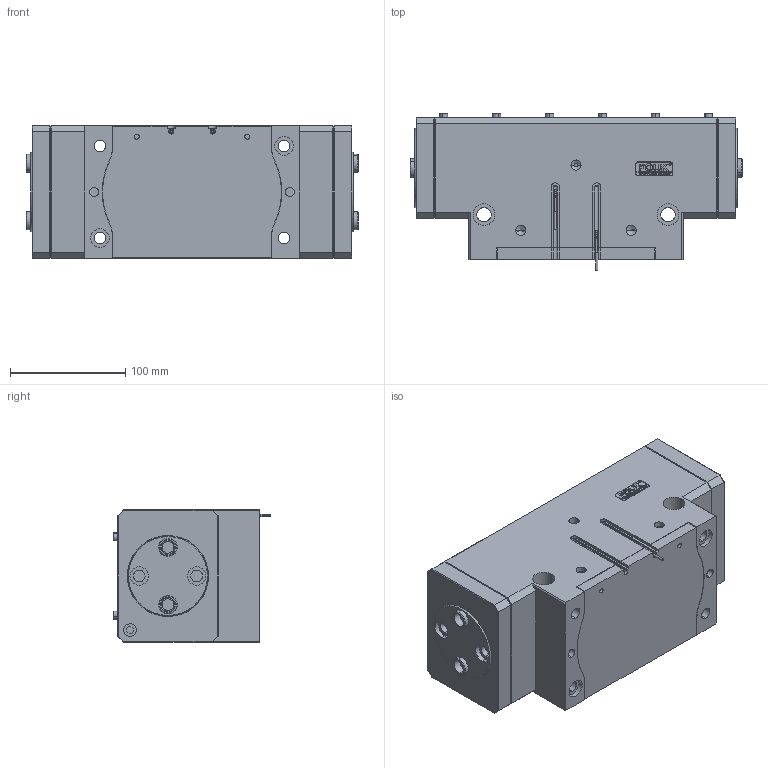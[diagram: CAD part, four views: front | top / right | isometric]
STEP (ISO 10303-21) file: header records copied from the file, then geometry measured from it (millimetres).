
FILE_DESCRIPTION (( 'STEP AP203' ), '1' );
FILE_NAME ('TRF117 詢滅誘標蛈.STEP', '2025-08-26T06:37:36', ( 'USER-' ), ( 'Microsoft' ), 'SwSTEP 2.0', 'SolidWorks 2018', '' );
FILE_SCHEMA (( 'CONFIG_CONTROL_DESIGN' ));
Length unit declared in the file: millimetre
Products named in the file (23): 内六角圆柱头螺钉[GBT70_1-2008][M4×12]_M4×12; hexagon socket head cap screws gb(GB_FASTENER_SCREWS_HSHCS M8X16-N); ﾏ擎ﾗ16｡ﾁ12｡ﾁ8; TRF117-04 奻葡裔啣; 32x12-R2; TRF117-02 耜猾极; TRF117-03 侧板密封圈; TRF117-01 忒硌薊极; 棠羲換覜ん; FR117-270-M-05 菁裔啣; TRF117-M-01 喘倛褲极; TRF117 詢滅誘標蛈
Assembly tree (28 placements, depth 2):
  TRF117 詢滅誘標蛈
    TRF117-M-01 喘倛褲极
    FR117-270-M-05 菁裔啣
    TRF117-01 忒硌薊极  x2
    TRF117-02 耜猾极  x2
    TRF117-03 侧板密封圈
    TRF117-04 奻葡裔啣
    hexagon socket head cap screws gb(GB_FASTENER_SCREWS_HSHCS M8X16-N)
    内六角圆柱头螺钉[GBT70_1-2008][M4×12]_M4×12
    内六角圆柱头螺钉[GBT70_1-2008][M4×12]_M4×12
    内六角圆柱头螺钉[GBT70_1-2008][M4×12]_M4×12
    内六角圆柱头螺钉[GBT70_1-2008][M4×12]_M4×12
    内六角圆柱头螺钉[GBT70_1-2008][M4×12]_M4×12
    内六角圆柱头螺钉[GBT70_1-2008][M4×12]_M4×12
    内六角圆柱头螺钉[GBT70_1-2008][M4×12]_M4×12
    内六角圆柱头螺钉[GBT70_1-2008][M4×12]_M4×12
    内六角圆柱头螺钉[GBT70_1-2008][M4×12]_M4×12
    内六角圆柱头螺钉[GBT70_1-2008][M4×12]_M4×12
    内六角圆柱头螺钉[GBT70_1-2008][M4×12]_M4×12
    内六角圆柱头螺钉[GBT70_1-2008][M4×12]_M4×12
    棠羲換覜ん  x2
    32x12-R2
    ﾏ擎ﾗ16｡ﾁ12｡ﾁ8  x4
Bounding box: 288.5 x 135.78 x 115 mm (x, y, z)
Volume: 2806478.1 mm3; surface area: 373375.9 mm2
Topology: 28 solids, 30 shells, 1422 faces, 3554 edges, 2243 vertices
Faces by surface type: plane 664, cylinder 397, bspline 163, cone 127, torus 67, sphere 4
Entity records: 47467 total; most frequent: CARTESIAN_POINT 14157, ORIENTED_EDGE 6498, DIRECTION 6078, EDGE_CURVE 3249, VERTEX_POINT 2085, AXIS2_PLACEMENT_3D 2034, LINE 2010, VECTOR 2010
